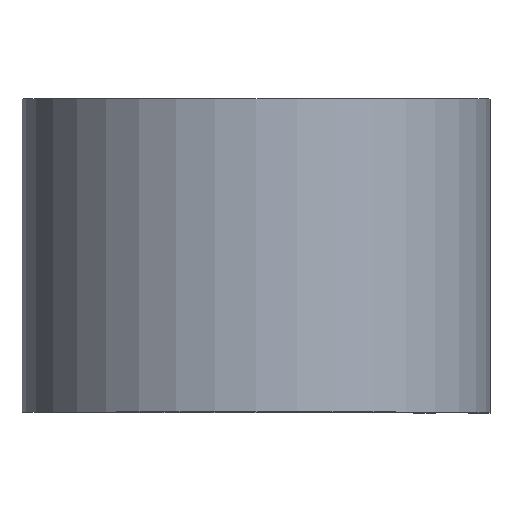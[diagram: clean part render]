
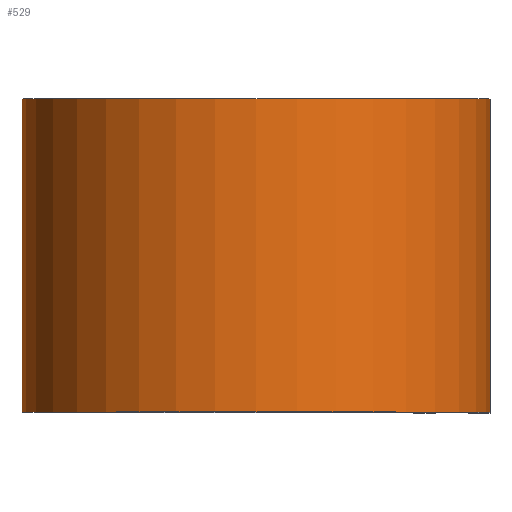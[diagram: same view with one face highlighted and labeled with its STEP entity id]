
A CAD part, top view. The second image highlights one B-rep face of the part: STEP entity #529.
In plain terms, the highlighted cylindrical face has radius 16.599 mm (diameter 33.198 mm), a partial arc.
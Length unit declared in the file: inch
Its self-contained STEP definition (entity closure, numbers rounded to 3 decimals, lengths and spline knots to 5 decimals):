
#18 = CARTESIAN_POINT ( 'NONE',  ( 0., 0.4375, -0.6535 ) ) ;
#20 = DIRECTION ( 'NONE',  ( 0., -1., 0. ) ) ;
#27 = CARTESIAN_POINT ( 'NONE',  ( 0., 0.4375, 0. ) ) ;
#52 = AXIS2_PLACEMENT_3D ( 'NONE', #390, #59, #385 ) ;
#59 = DIRECTION ( 'NONE',  ( 0., -1., 0. ) ) ;
#87 = CARTESIAN_POINT ( 'NONE',  ( 0.6535, 0.4375, 0. ) ) ;
#91 = VERTEX_POINT ( 'NONE', #339 ) ;
#97 = ORIENTED_EDGE ( 'NONE', *, *, #404, .F. ) ;
#113 = DIRECTION ( 'NONE',  ( 1., 0., 0. ) ) ;
#125 = VERTEX_POINT ( 'NONE', #271 ) ;
#136 = VERTEX_POINT ( 'NONE', #199 ) ;
#148 = ORIENTED_EDGE ( 'NONE', *, *, #552, .T. ) ;
#151 = ORIENTED_EDGE ( 'NONE', *, *, #489, .T. ) ;
#160 = EDGE_LOOP ( 'NONE', ( #151, #330, #97, #148 ) ) ;
#174 = AXIS2_PLACEMENT_3D ( 'NONE', #527, #524, #522 ) ;
#186 = DIRECTION ( 'NONE',  ( 0., 1., 0. ) ) ;
#199 = CARTESIAN_POINT ( 'NONE',  ( 0., -0.4375, -0.6535 ) ) ;
#261 = VERTEX_POINT ( 'NONE', #87 ) ;
#271 = CARTESIAN_POINT ( 'NONE',  ( 0.6535, -0.4375, 0. ) ) ;
#316 = VECTOR ( 'NONE', #20, 39.37008 ) ;
#330 = ORIENTED_EDGE ( 'NONE', *, *, #526, .F. ) ;
#339 = CARTESIAN_POINT ( 'NONE',  ( 0., 0.4375, -0.6535 ) ) ;
#356 = LINE ( 'NONE', #18, #316 ) ;
#380 = CYLINDRICAL_SURFACE ( 'NONE', #52, 0.6535 ) ;
#385 = DIRECTION ( 'NONE',  ( 0., 0., -1. ) ) ;
#390 = CARTESIAN_POINT ( 'NONE',  ( 0., 0.4375, 0. ) ) ;
#394 = CARTESIAN_POINT ( 'NONE',  ( 0.6535, 0.4375, 0. ) ) ;
#395 = DIRECTION ( 'NONE',  ( 0., -1., 0. ) ) ;
#404 = EDGE_CURVE ( 'NONE', #91, #261, #517, .T. ) ;
#412 = VECTOR ( 'NONE', #395, 39.37008 ) ;
#418 = LINE ( 'NONE', #394, #412 ) ;
#426 = FACE_OUTER_BOUND ( 'NONE', #160, .T. ) ;
#465 = CIRCLE ( 'NONE', #174, 0.6535 ) ;
#489 = EDGE_CURVE ( 'NONE', #136, #125, #465, .T. ) ;
#517 = CIRCLE ( 'NONE', #565, 0.6535 ) ;
#522 = DIRECTION ( 'NONE',  ( 1., 0., 0. ) ) ;
#524 = DIRECTION ( 'NONE',  ( 0., 1., 0. ) ) ;
#526 = EDGE_CURVE ( 'NONE', #261, #125, #418, .T. ) ;
#527 = CARTESIAN_POINT ( 'NONE',  ( 0., -0.4375, 0. ) ) ;
#529 = ADVANCED_FACE ( 'NONE', ( #426 ), #380, .T. ) ;
#552 = EDGE_CURVE ( 'NONE', #91, #136, #356, .T. ) ;
#565 = AXIS2_PLACEMENT_3D ( 'NONE', #27, #186, #113 ) ;
